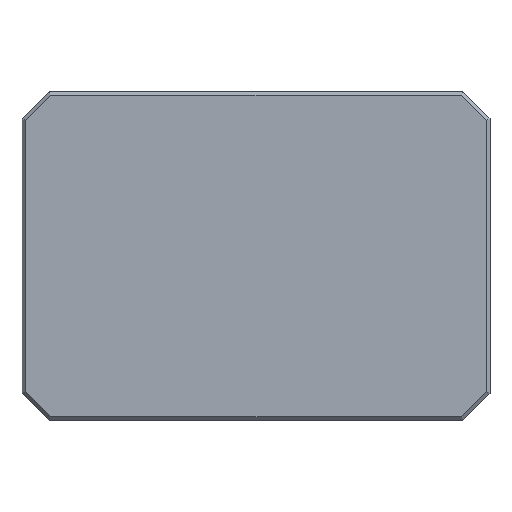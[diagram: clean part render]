
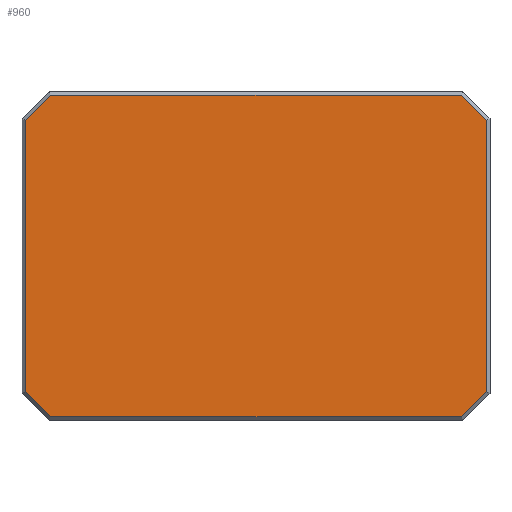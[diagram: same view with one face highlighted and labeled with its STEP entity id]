
A CAD part, top view. The second image highlights one B-rep face of the part: STEP entity #960.
In plain terms, the highlighted planar face has unit normal (0, 0, 1).
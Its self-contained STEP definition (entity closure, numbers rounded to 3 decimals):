
#889=CARTESIAN_POINT('',(0.,0.,70.7));
#890=DIRECTION('',(0.,0.,1.));
#891=DIRECTION('',(1.,0.,0.));
#892=AXIS2_PLACEMENT_3D('',#889,#890,#891);
#893=PLANE('',#892);
#894=CARTESIAN_POINT('',(29.414,-23.001,70.7));
#895=VERTEX_POINT('',#894);
#896=CARTESIAN_POINT('',(33.,-19.415,70.7));
#897=VERTEX_POINT('',#896);
#898=CARTESIAN_POINT('',(29.414,-23.001,70.7));
#899=DIRECTION('',(0.707,0.707,0.));
#900=VECTOR('',#899,5.071);
#901=LINE('',#898,#900);
#902=EDGE_CURVE('',#895,#897,#901,.T.);
#903=ORIENTED_EDGE('',*,*,#902,.T.);
#904=CARTESIAN_POINT('',(33.,19.413,70.7));
#905=VERTEX_POINT('',#904);
#906=CARTESIAN_POINT('',(33.,-19.415,70.7));
#907=DIRECTION('',(-0.,1.,0.));
#908=VECTOR('',#907,38.828);
#909=LINE('',#906,#908);
#910=EDGE_CURVE('',#897,#905,#909,.T.);
#911=ORIENTED_EDGE('',*,*,#910,.T.);
#912=CARTESIAN_POINT('',(29.414,22.999,70.7));
#913=VERTEX_POINT('',#912);
#914=CARTESIAN_POINT('',(33.,19.413,70.7));
#915=DIRECTION('',(-0.707,0.707,0.));
#916=VECTOR('',#915,5.071);
#917=LINE('',#914,#916);
#918=EDGE_CURVE('',#905,#913,#917,.T.);
#919=ORIENTED_EDGE('',*,*,#918,.T.);
#920=CARTESIAN_POINT('',(-29.414,22.999,70.7));
#921=VERTEX_POINT('',#920);
#922=CARTESIAN_POINT('',(29.414,22.999,70.7));
#923=DIRECTION('',(-1.,-0.,0.));
#924=VECTOR('',#923,58.829);
#925=LINE('',#922,#924);
#926=EDGE_CURVE('',#913,#921,#925,.T.);
#927=ORIENTED_EDGE('',*,*,#926,.T.);
#928=CARTESIAN_POINT('',(-33.,19.413,70.7));
#929=VERTEX_POINT('',#928);
#930=CARTESIAN_POINT('',(-29.414,22.999,70.7));
#931=DIRECTION('',(-0.707,-0.707,0.));
#932=VECTOR('',#931,5.071);
#933=LINE('',#930,#932);
#934=EDGE_CURVE('',#921,#929,#933,.T.);
#935=ORIENTED_EDGE('',*,*,#934,.T.);
#936=CARTESIAN_POINT('',(-33.,-19.415,70.7));
#937=VERTEX_POINT('',#936);
#938=CARTESIAN_POINT('',(-33.,19.413,70.7));
#939=DIRECTION('',(-0.,-1.,0.));
#940=VECTOR('',#939,38.828);
#941=LINE('',#938,#940);
#942=EDGE_CURVE('',#929,#937,#941,.T.);
#943=ORIENTED_EDGE('',*,*,#942,.T.);
#944=CARTESIAN_POINT('',(-29.414,-23.001,70.7));
#945=VERTEX_POINT('',#944);
#946=CARTESIAN_POINT('',(-33.,-19.415,70.7));
#947=DIRECTION('',(0.707,-0.707,0.));
#948=VECTOR('',#947,5.071);
#949=LINE('',#946,#948);
#950=EDGE_CURVE('',#937,#945,#949,.T.);
#951=ORIENTED_EDGE('',*,*,#950,.T.);
#952=CARTESIAN_POINT('',(-29.414,-23.001,70.7));
#953=DIRECTION('',(1.,0.,0.));
#954=VECTOR('',#953,58.829);
#955=LINE('',#952,#954);
#956=EDGE_CURVE('',#945,#895,#955,.T.);
#957=ORIENTED_EDGE('',*,*,#956,.T.);
#958=EDGE_LOOP('',(#903,#911,#919,#927,#935,#943,#951,#957));
#959=FACE_BOUND('',#958,.T.);
#960=ADVANCED_FACE('',(#959),#893,.T.);
